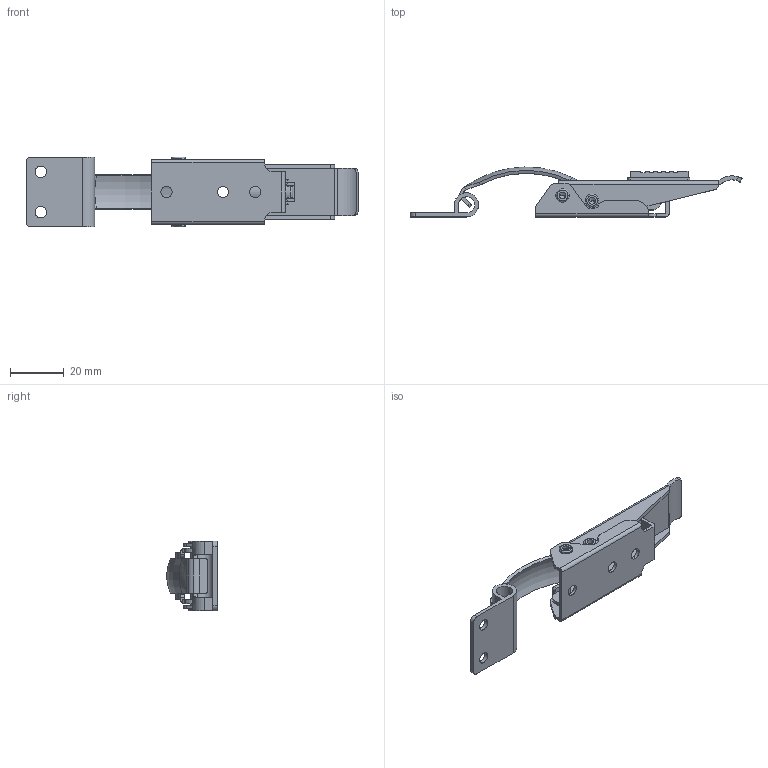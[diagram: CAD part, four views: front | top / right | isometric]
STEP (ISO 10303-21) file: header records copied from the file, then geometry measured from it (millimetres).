
FILE_DESCRIPTION (( 'STEP AP203' ), '1' );
FILE_NAME ('C-1443-2.STEP', '2021-10-07T02:00:36', ( '' ), ( '' ), 'SwSTEP 2.0', 'SolidWorks 2018', '' );
FILE_SCHEMA (( 'CONFIG_CONTROL_DESIGN' ));
Length unit declared in the file: millimetre
Products named in the file (10): C-1443-2_lock spacer_; C-1443-2_received_; C-1443-2_shaft__B; C-1443-2_Slide button_; C-1443-2_base_; C-1443-2_lever_; C-1443-2_fook_; C-1443-2_shaft__A; C-1443-2; C-1443-2_lock latch_
Assembly tree (9 placements, depth 2):
  C-1443-2
    C-1443-2_base_
    C-1443-2_lever_
    C-1443-2_received_
    C-1443-2_lock spacer_
    C-1443-2_Slide button_
    C-1443-2_lock latch_
    C-1443-2_shaft__A
    C-1443-2_shaft__B
    C-1443-2_fook_
Bounding box: 123.4 x 18.6 x 26 mm (x, y, z)
Volume: 8590.7 mm3; surface area: 14783.9 mm2
Topology: 9 solids, 9 shells, 367 faces, 1013 edges, 658 vertices
Faces by surface type: plane 194, cylinder 144, torus 11, cone 10, bspline 8
Entity records: 13142 total; most frequent: CARTESIAN_POINT 2484, DIRECTION 2034, ORIENTED_EDGE 2010, EDGE_CURVE 1005, AXIS2_PLACEMENT_3D 688, VECTOR 658, LINE 658, VERTEX_POINT 658
